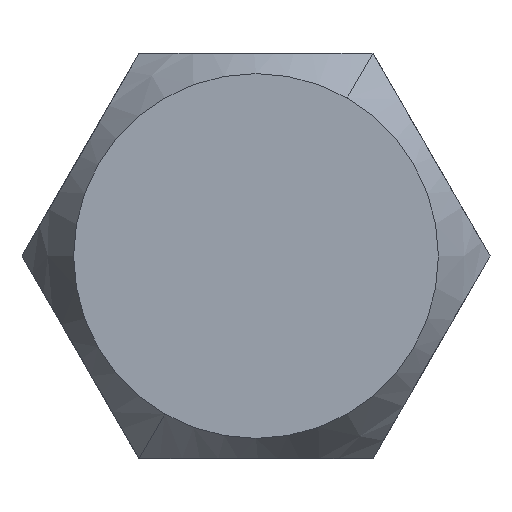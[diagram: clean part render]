
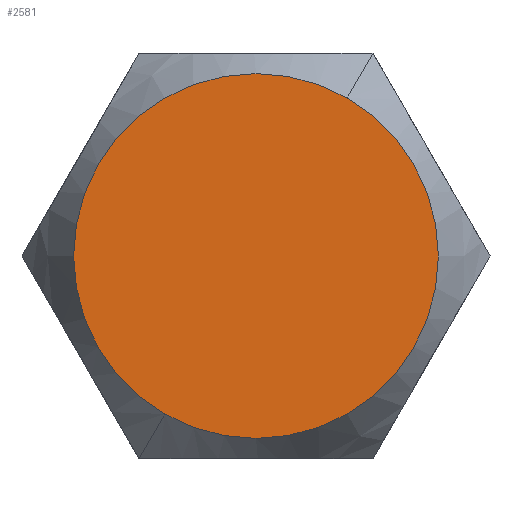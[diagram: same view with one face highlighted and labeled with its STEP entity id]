
A CAD part, front view. The second image highlights one B-rep face of the part: STEP entity #2581.
In plain terms, the highlighted planar face has unit normal (0, -1, 0).
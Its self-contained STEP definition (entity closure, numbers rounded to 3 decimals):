
#131 = AXIS2_PLACEMENT_3D ( 'NONE', #2207, #4795, #2961 ) ;
#171 = CIRCLE ( 'NONE', #2663, 2.858 ) ;
#284 = PLANE ( 'NONE',  #131 ) ;
#394 = CARTESIAN_POINT ( 'NONE',  ( -1.429, 0., -2.475 ) ) ;
#645 = DIRECTION ( 'NONE',  ( 0.5, 0., 0.866 ) ) ;
#1778 = VERTEX_POINT ( 'NONE', #4539 ) ;
#1934 = AXIS2_PLACEMENT_3D ( 'NONE', #4349, #4361, #645 ) ;
#2065 = CARTESIAN_POINT ( 'NONE',  ( 0., 0., 0. ) ) ;
#2207 = CARTESIAN_POINT ( 'NONE',  ( 5.499, 0., -3.175 ) ) ;
#2248 = VERTEX_POINT ( 'NONE', #394 ) ;
#2432 = EDGE_LOOP ( 'NONE', ( #4110, #3988 ) ) ;
#2581 = ADVANCED_FACE ( 'Defeature ausgef�hrt1_35', ( #3156 ), #284, .T. ) ;
#2663 = AXIS2_PLACEMENT_3D ( 'NONE', #2065, #3574, #3959 ) ;
#2855 = CIRCLE ( 'NONE', #1934, 2.858 ) ;
#2961 = DIRECTION ( 'NONE',  ( 0.5, 0., 0.866 ) ) ;
#3156 = FACE_OUTER_BOUND ( 'NONE', #2432, .T. ) ;
#3475 = EDGE_CURVE ( 'Defeature ausgef�hrt1_35+Defeature ausgef�hrt1_36+Defeature ausgef�hrt1_36+Defeature ausgef�hrt1_36', #1778, #2248, #2855, .T. ) ;
#3574 = DIRECTION ( 'NONE',  ( 0., -1., 0. ) ) ;
#3959 = DIRECTION ( 'NONE',  ( 0.5, 0., 0.866 ) ) ;
#3988 = ORIENTED_EDGE ( 'NONE', *, *, #3475, .T. ) ;
#4110 = ORIENTED_EDGE ( 'NONE', *, *, #4615, .T. ) ;
#4349 = CARTESIAN_POINT ( 'NONE',  ( 0., 0., 0. ) ) ;
#4361 = DIRECTION ( 'NONE',  ( 0., -1., 0. ) ) ;
#4539 = CARTESIAN_POINT ( 'NONE',  ( 1.429, 0., 2.475 ) ) ;
#4615 = EDGE_CURVE ( 'Defeature ausgef�hrt1_35+Defeature ausgef�hrt1_36+Defeature ausgef�hrt1_36+Defeature ausgef�hrt1_36', #2248, #1778, #171, .T. ) ;
#4795 = DIRECTION ( 'NONE',  ( 0., -1., 0. ) ) ;
